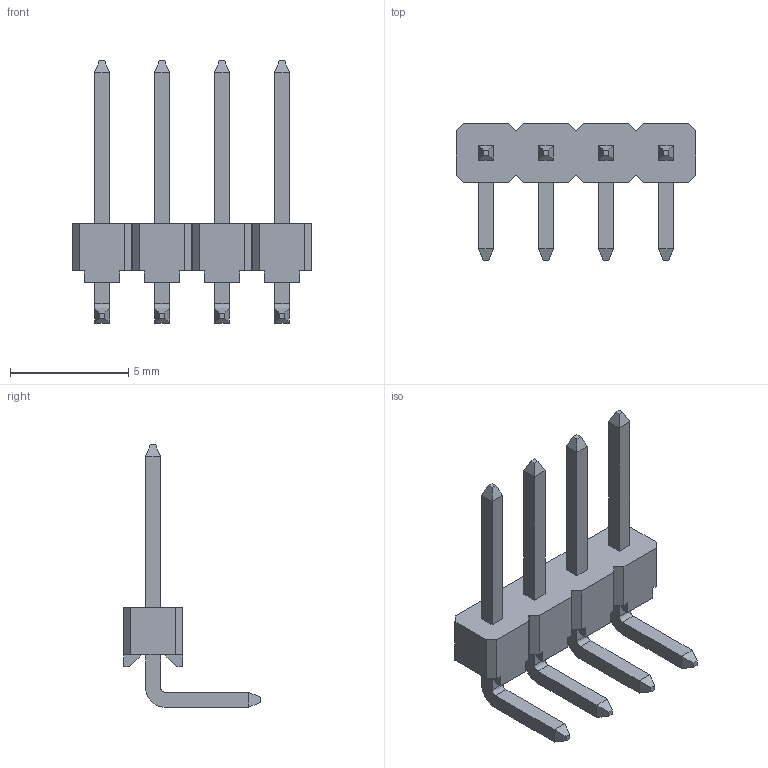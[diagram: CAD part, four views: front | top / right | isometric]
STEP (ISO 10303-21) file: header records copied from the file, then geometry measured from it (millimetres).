
FILE_DESCRIPTION(/* description */ (''),/* implementation_level */ '2;1');
FILE_NAME(/* name */ '961104-5804-XX_RGB16777215_ipt_1ca2e27c.STEP',/* time_stamp */ '2024-05-28T14:29:20+01:00',/* author */ ('rlndo'),/* organization */ (''),/* preprocessor_version */ 'ST-DEVELOPER v16.13',/* originating_system */ 'Autodesk Inventor 2018',/* authorisation */ '');
FILE_SCHEMA (('AUTOMOTIVE_DESIGN { 1 0 10303 214 3 1 1 }'));
Length unit declared in the file: millimetre
Products named in the file (1): 961104-5804-XX_RGB16777215
Bounding box: 10.16 x 5.8 x 11.12 mm (x, y, z)
Volume: 72.7 mm3; surface area: 241.8 mm2
Topology: 1 solids, 1 shells, 158 faces, 412 edges, 264 vertices
Faces by surface type: plane 150, cylinder 8
Entity records: 4762 total; most frequent: CARTESIAN_POINT 835, ORIENTED_EDGE 824, DIRECTION 746, EDGE_CURVE 412, LINE 396, VECTOR 396, VERTEX_POINT 264, AXIS2_PLACEMENT_3D 175
